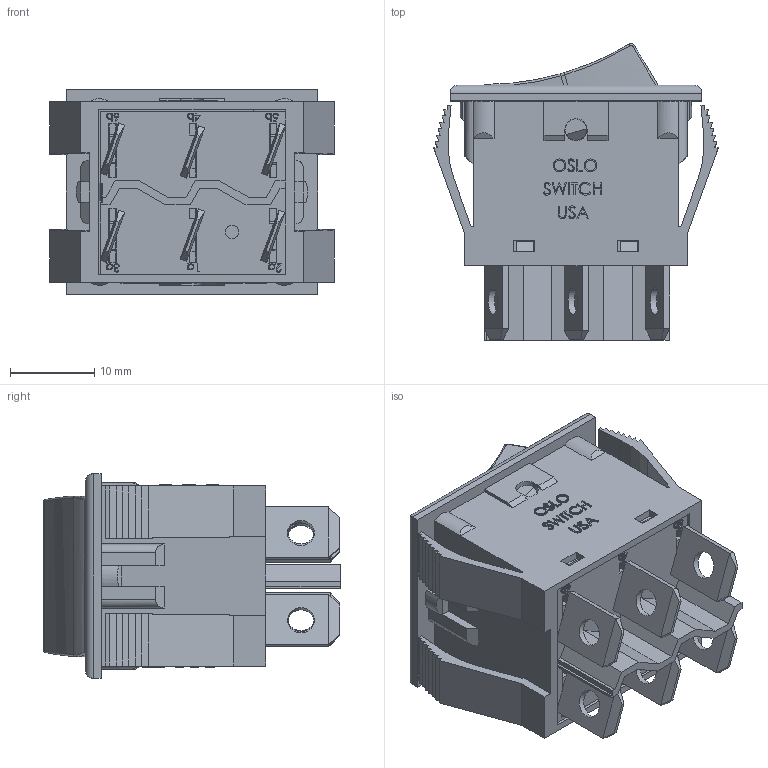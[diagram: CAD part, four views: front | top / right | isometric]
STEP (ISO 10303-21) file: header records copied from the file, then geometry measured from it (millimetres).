
FILE_DESCRIPTION(/* description */ (''),/* implementation_level */ '2;1');
FILE_NAME(/* name */ 'WRTP Assembly Model.stp',/* time_stamp */ '2022-12-09T15:51:35-05:00',/* author */ ('dwiltbank'),/* organization */ (''),/* preprocessor_version */ 'ST-DEVELOPER v18.1',/* originating_system */ 'Autodesk Inventor 2022',/* authorisation */ '');
FILE_SCHEMA (('AUTOMOTIVE_DESIGN { 1 0 10303 214 3 1 1 }'));
Products named in the file (1): WRTP Assembly Model_Simplify_1
Bounding box: 33.86 x 35.31 x 24.38 mm (x, y, z)
Volume: 6982.8 mm3; surface area: 11860.6 mm2
Topology: 2 solids, 2 shells, 1625 faces, 4454 edges, 2911 vertices
Faces by surface type: plane 1093, bspline 390, cylinder 125, sphere 8, torus 7, cone 2
Full cylindrical faces by diameter (mm): 1.524 x2, 1.575 x1, 2.642 x6, 2.794 x2, 3.2 x6, 4.089 x2, 4.724 x1, 5.131 x1, 5.309 x2, 8.382 x1
Entity records: 73423 total; most frequent: CARTESIAN_POINT 32922, ORIENTED_EDGE 8906, DIRECTION 6407, EDGE_CURVE 4453, LINE 3355, VECTOR 3355, VERTEX_POINT 2911, EDGE_LOOP 1776
